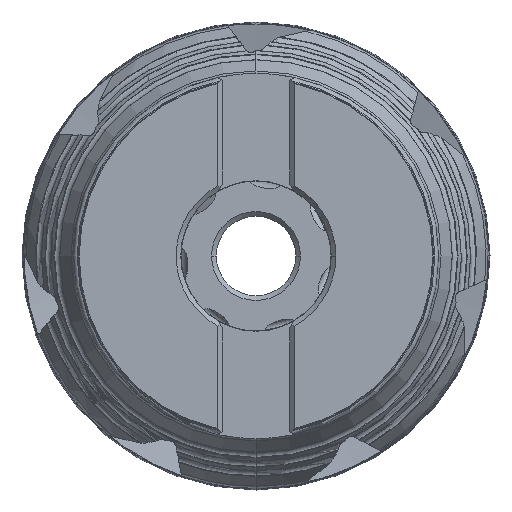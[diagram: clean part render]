
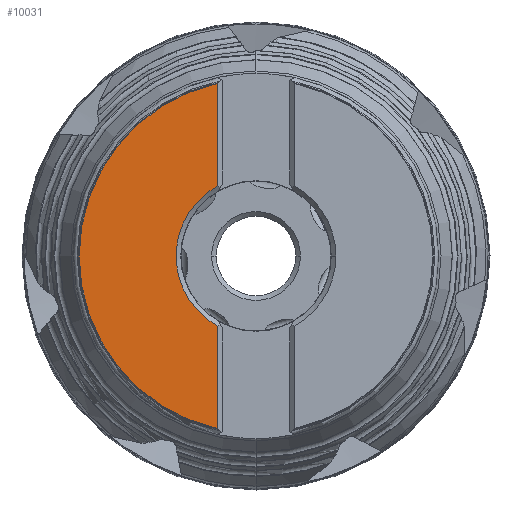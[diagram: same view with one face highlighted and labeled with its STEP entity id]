
A CAD part, left-side view. The second image highlights one B-rep face of the part: STEP entity #10031.
In plain terms, the highlighted planar face has unit normal (-1, 0, 0).
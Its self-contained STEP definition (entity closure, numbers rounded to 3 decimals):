
#635 = CARTESIAN_POINT ( 'NONE',  ( -48.25, 8.2, 43.175 ) ) ;
#639 = CARTESIAN_POINT ( 'NONE',  ( -48.25, 0., 0. ) ) ;
#641 = DIRECTION ( 'NONE',  ( 1., 0., 0. ) ) ;
#642 = DIRECTION ( 'NONE',  ( 0., 0., -1. ) ) ;
#643 = DIRECTION ( 'NONE',  ( 0., 0., -1. ) ) ;
#650 = CARTESIAN_POINT ( 'NONE',  ( -48.25, 0., 0. ) ) ;
#651 = DIRECTION ( 'NONE',  ( 1., 0., 0. ) ) ;
#652 = DIRECTION ( 'NONE',  ( 0., 1., 0. ) ) ;
#653 = CARTESIAN_POINT ( 'NONE',  ( -48.25, 8.2, 43.175 ) ) ;
#656 = DIRECTION ( 'NONE',  ( 0., 0., -1. ) ) ;
#778 = AXIS2_PLACEMENT_3D ( 'NONE', #650, #651, #652 ) ;
#784 = AXIS2_PLACEMENT_3D ( 'NONE', #639, #641, #642 ) ;
#1045 = VECTOR ( 'NONE', #643, 1000. ) ;
#1046 = LINE ( 'NONE', #635, #1045 ) ;
#1047 = CIRCLE ( 'NONE', #784, 37.788 ) ;
#1048 = LINE ( 'NONE', #653, #1052 ) ;
#1051 = CIRCLE ( 'NONE', #778, 17.075 ) ;
#1052 = VECTOR ( 'NONE', #656, 1000. ) ;
#9109 = ORIENTED_EDGE ( 'NONE', *, *, #10363, .T. ) ;
#9111 = ORIENTED_EDGE ( 'NONE', *, *, #10361, .F. ) ;
#9340 = ORIENTED_EDGE ( 'NONE', *, *, #10365, .F. ) ;
#9372 = ORIENTED_EDGE ( 'NONE', *, *, #10360, .F. ) ;
#9727 = VERTEX_POINT ( 'NONE', #15707 ) ;
#9728 = VERTEX_POINT ( 'NONE', #15708 ) ;
#9729 = VERTEX_POINT ( 'NONE', #15709 ) ;
#9730 = VERTEX_POINT ( 'NONE', #15710 ) ;
#10031 = ADVANCED_FACE ( 'NONE', ( #14553 ), #16776, .T. ) ;
#10360 = EDGE_CURVE ( 'NONE', #9728, #9727, #1047, .T. ) ;
#10361 = EDGE_CURVE ( 'NONE', #9730, #9728, #1046, .T. ) ;
#10363 = EDGE_CURVE ( 'NONE', #9730, #9729, #1051, .T. ) ;
#10365 = EDGE_CURVE ( 'NONE', #9727, #9729, #1048, .T. ) ;
#12233 = EDGE_LOOP ( 'NONE', ( #9340, #9372, #9111, #9109 ) ) ;
#14553 = FACE_OUTER_BOUND ( 'NONE', #12233, .T. ) ;
#15707 = CARTESIAN_POINT ( 'NONE',  ( -48.25, 8.2, 36.887 ) ) ;
#15708 = CARTESIAN_POINT ( 'NONE',  ( -48.25, 8.2, -36.887 ) ) ;
#15709 = CARTESIAN_POINT ( 'NONE',  ( -48.25, 8.2, 14.977 ) ) ;
#15710 = CARTESIAN_POINT ( 'NONE',  ( -48.25, 8.2, -14.977 ) ) ;
#16317 = AXIS2_PLACEMENT_3D ( 'NONE', #16762, #16778, #16779 ) ;
#16762 = CARTESIAN_POINT ( 'NONE',  ( -48.25, 37.788, 0. ) ) ;
#16776 = PLANE ( 'NONE',  #16317 ) ;
#16778 = DIRECTION ( 'NONE',  ( -1., 0., 0. ) ) ;
#16779 = DIRECTION ( 'NONE',  ( 0., 0., 1. ) ) ;
